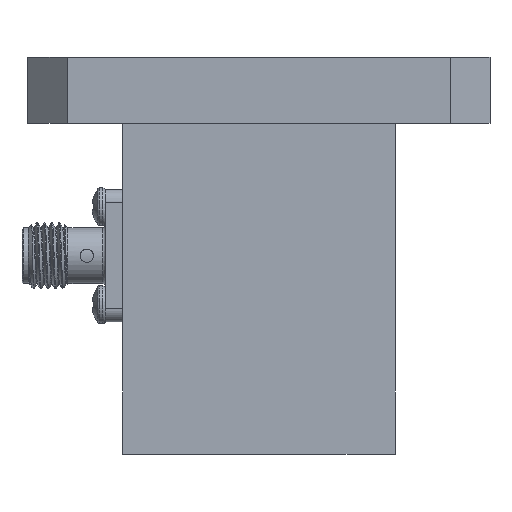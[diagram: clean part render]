
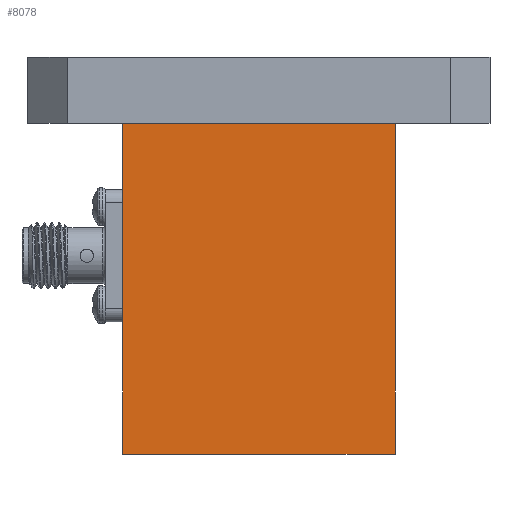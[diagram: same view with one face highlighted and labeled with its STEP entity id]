
A CAD part, left-side view. The second image highlights one B-rep face of the part: STEP entity #8078.
In plain terms, the highlighted planar face has unit normal (-1, 0, 0).
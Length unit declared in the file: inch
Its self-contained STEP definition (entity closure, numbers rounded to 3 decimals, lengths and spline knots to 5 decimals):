
#70 = CARTESIAN_POINT ( 'NONE',  ( -0.85, -0.51526, -0.25 ) ) ;
#565 = VECTOR ( 'NONE', #13265, 39.37008 ) ;
#1376 = ORIENTED_EDGE ( 'NONE', *, *, #17183, .F. ) ;
#1412 = ORIENTED_EDGE ( 'NONE', *, *, #14899, .F. ) ;
#1954 = CARTESIAN_POINT ( 'NONE',  ( -0.85, 0.51526, -1.5 ) ) ;
#2455 = VERTEX_POINT ( 'NONE', #13137 ) ;
#3178 = LINE ( 'NONE', #17266, #5309 ) ;
#4485 = LINE ( 'NONE', #5751, #7194 ) ;
#4968 = EDGE_CURVE ( 'NONE', #6059, #9557, #4485, .T. ) ;
#5309 = VECTOR ( 'NONE', #6228, 39.37008 ) ;
#5751 = CARTESIAN_POINT ( 'NONE',  ( -0.85, 0.51526, -1.5 ) ) ;
#6059 = VERTEX_POINT ( 'NONE', #7622 ) ;
#6228 = DIRECTION ( 'NONE',  ( 0., -1., 0. ) ) ;
#6592 = VERTEX_POINT ( 'NONE', #12266 ) ;
#7194 = VECTOR ( 'NONE', #13926, 39.37008 ) ;
#7555 = ORIENTED_EDGE ( 'NONE', *, *, #4968, .F. ) ;
#7622 = CARTESIAN_POINT ( 'NONE',  ( -0.85, -0.51526, -1.5 ) ) ;
#7882 = DIRECTION ( 'NONE',  ( -1., 0., 0. ) ) ;
#8078 = ADVANCED_FACE ( 'NONE', ( #9289 ), #10623, .T. ) ;
#9289 = FACE_OUTER_BOUND ( 'NONE', #17348, .T. ) ;
#9557 = VERTEX_POINT ( 'NONE', #1954 ) ;
#10623 = PLANE ( 'NONE',  #12103 ) ;
#10809 = VECTOR ( 'NONE', #10853, 39.37008 ) ;
#10853 = DIRECTION ( 'NONE',  ( 0., 0., -1. ) ) ;
#11177 = EDGE_CURVE ( 'NONE', #6592, #2455, #3178, .T. ) ;
#12103 = AXIS2_PLACEMENT_3D ( 'NONE', #17402, #7882, #16059 ) ;
#12266 = CARTESIAN_POINT ( 'NONE',  ( -0.85, 0.51526, -0.25 ) ) ;
#13137 = CARTESIAN_POINT ( 'NONE',  ( -0.85, -0.51526, -0.25 ) ) ;
#13265 = DIRECTION ( 'NONE',  ( 0., 0., 1. ) ) ;
#13926 = DIRECTION ( 'NONE',  ( 0., 1., 0. ) ) ;
#14429 = CARTESIAN_POINT ( 'NONE',  ( -0.85, 0.51526, -0.25 ) ) ;
#14615 = LINE ( 'NONE', #70, #10809 ) ;
#14690 = LINE ( 'NONE', #14429, #565 ) ;
#14899 = EDGE_CURVE ( 'NONE', #9557, #6592, #14690, .T. ) ;
#15231 = ORIENTED_EDGE ( 'NONE', *, *, #11177, .F. ) ;
#16059 = DIRECTION ( 'NONE',  ( 0., 0., 1. ) ) ;
#17183 = EDGE_CURVE ( 'NONE', #2455, #6059, #14615, .T. ) ;
#17266 = CARTESIAN_POINT ( 'NONE',  ( -0.85, 0.51526, -0.25 ) ) ;
#17348 = EDGE_LOOP ( 'NONE', ( #7555, #1376, #15231, #1412 ) ) ;
#17402 = CARTESIAN_POINT ( 'NONE',  ( -0.85, -0.87402, -0.25 ) ) ;
